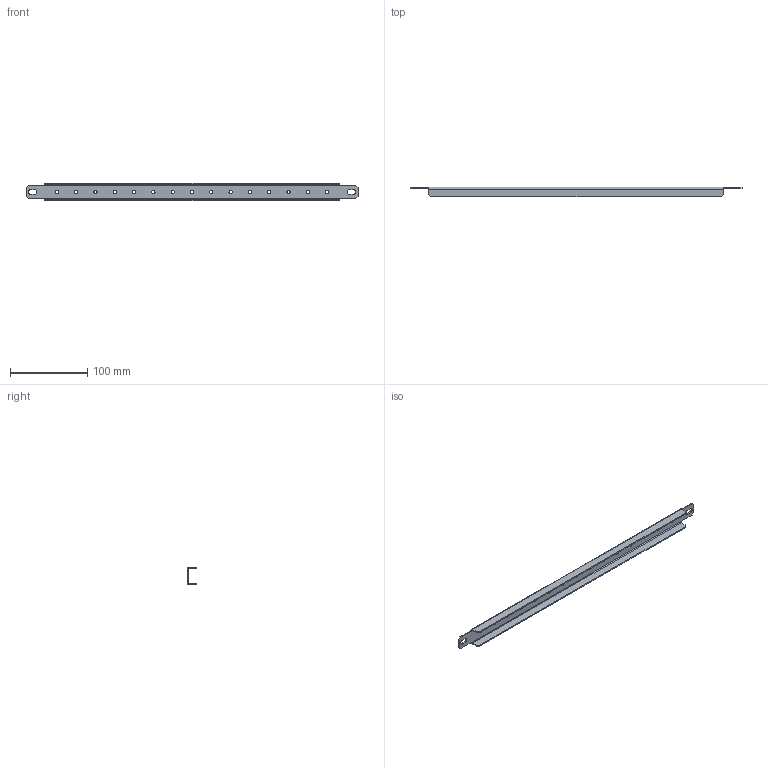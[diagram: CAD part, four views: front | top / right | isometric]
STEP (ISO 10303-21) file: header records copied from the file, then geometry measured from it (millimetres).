
FILE_DESCRIPTION (( 'STEP AP203' ), '1' );
FILE_NAME ('MA1.300.060620.40.01 Ðåéêà äëÿ ìîíòàæíîé ðàìû äâåðè ïåðôîðèðîâàííàÿ Ø = 600 ìì.STEP', '2025-02-26T09:35:08', ( '' ), ( '' ), 'SwSTEP 2.0', 'SolidWorks 2021', '' );
FILE_SCHEMA (( 'CONFIG_CONTROL_DESIGN' ));
Length unit declared in the file: millimetre
Products named in the file (1): MA1.300.060620.40.01 Ðåéêà äëÿ ìîíòàæíîé ðàìû äâåðè ïåðôîðèðîâàííàÿ Ø = 600 ìì
Bounding box: 430 x 12.5 x 23 mm (x, y, z)
Volume: 25679.7 mm3; surface area: 36022.4 mm2
Topology: 1 solids, 1 shells, 57 faces, 149 edges, 94 vertices
Faces by surface type: plane 34, cylinder 23
Full cylindrical faces by diameter (mm): 4.2 x15
Entity records: 1811 total; most frequent: DIRECTION 296, CARTESIAN_POINT 286, ORIENTED_EDGE 268, EDGE_CURVE 134, EDGE_LOOP 106, AXIS2_PLACEMENT_3D 104, VERTEX_POINT 94, LINE 88
